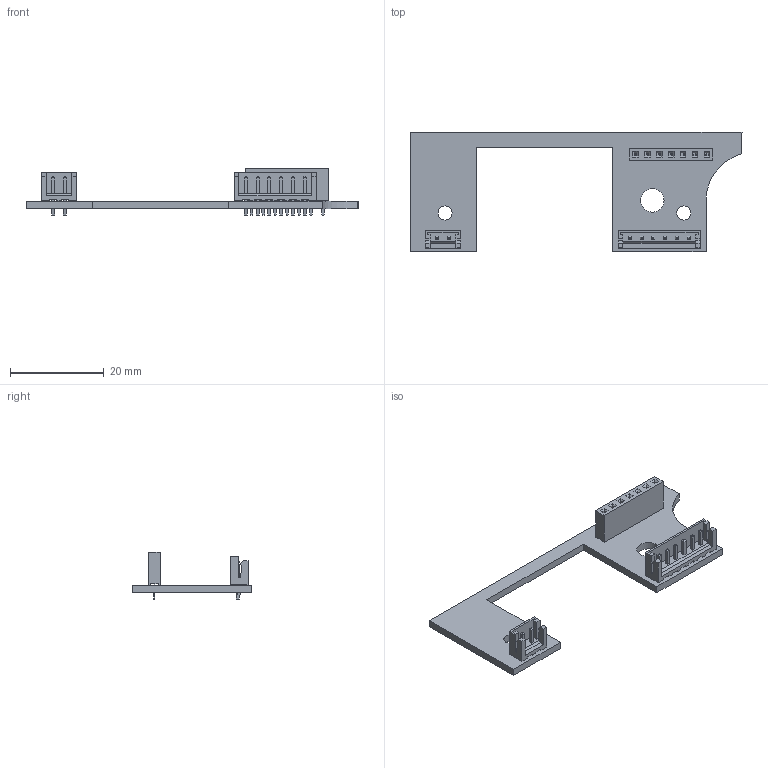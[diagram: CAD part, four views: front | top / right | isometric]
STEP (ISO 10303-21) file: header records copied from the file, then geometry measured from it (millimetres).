
FILE_DESCRIPTION(('KiCad electronic assembly'),'2;1');
FILE_NAME('connector_pcb.step','2021-11-10T19:40:37',('An Author'),( 'A Company'),'Open CASCADE STEP processor 6.9', 'KiCad to STEP converter','Unknown');
FILE_SCHEMA(('AUTOMOTIVE_DESIGN { 1 0 10303 214 1 1 1 1 }'));
Length unit declared in the file: millimetre
Products named in the file (8): Open CASCADE STEP translator 6.9 1; PinSocket_1x07_P2.54mm_Vertical; SOLID; JST_EH_B2B-EH-A_1x02_P2.50mm_Vertical; JST_EH_B6B-EH-A_1x06_P2.50mm_Vertical; COMPOUND
Assembly tree (7 placements, depth 3):
  Open CASCADE STEP translator 6.9 1
    PinSocket_1x07_P2.54mm_Vertical
      SOLID
    JST_EH_B2B-EH-A_1x02_P2.50mm_Vertical
      SOLID
    JST_EH_B6B-EH-A_1x06_P2.50mm_Vertical
      SOLID
    COMPOUND
Bounding box: 70.71 x 25.41 x 10.2 mm (x, y, z)
Volume: 2078.1 mm3; surface area: 3770.5 mm2
Topology: 4 solids, 4 shells, 511 faces, 1322 edges, 856 vertices
Faces by surface type: plane 492, cylinder 19
Full cylindrical faces by diameter (mm): 0.95 x6, 1 x9, 3 x2, 5 x1
Entity records: 35953 total; most frequent: CARTESIAN_POINT 5341, DIRECTION 5042, LINE 3890, VECTOR 3890, ORIENTED_EDGE 2644, PCURVE 2644, DEFINITIONAL_REPRESENTATION 2644, EDGE_CURVE 1322
